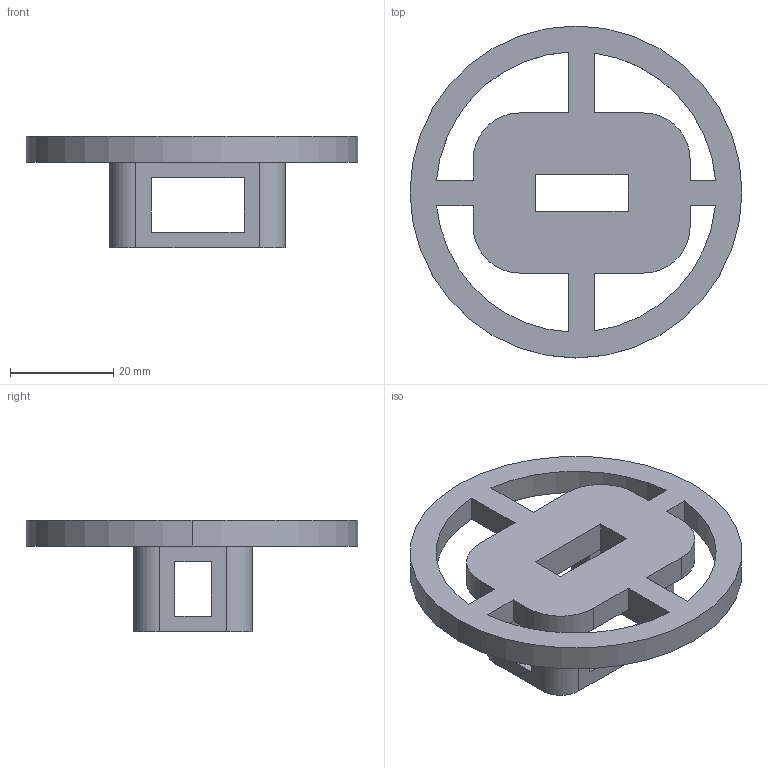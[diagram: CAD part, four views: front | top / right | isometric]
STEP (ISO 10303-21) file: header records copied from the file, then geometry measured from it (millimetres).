
FILE_DESCRIPTION (( 'STEP AP214' ), '1' );
FILE_NAME ('Alt servo tutucu.STEP', '2020-11-25T13:30:18', ( '' ), ( '' ), 'SwSTEP 2.0', 'SolidWorks 2018', '' );
FILE_SCHEMA (( 'AUTOMOTIVE_DESIGN' ));
Length unit declared in the file: centimetre
Products named in the file (1): Alt servo tutucu
Bounding box: 64.29 x 64.29 x 21.61 mm (x, y, z)
Volume: 16058.6 mm3; surface area: 10165.7 mm2
Topology: 1 solids, 1 shells, 62 faces, 174 edges, 116 vertices
Faces by surface type: plane 48, cylinder 14
Entity records: 2078 total; most frequent: CARTESIAN_POINT 353, ORIENTED_EDGE 348, DIRECTION 328, EDGE_CURVE 174, VECTOR 146, LINE 146, VERTEX_POINT 116, AXIS2_PLACEMENT_3D 91
